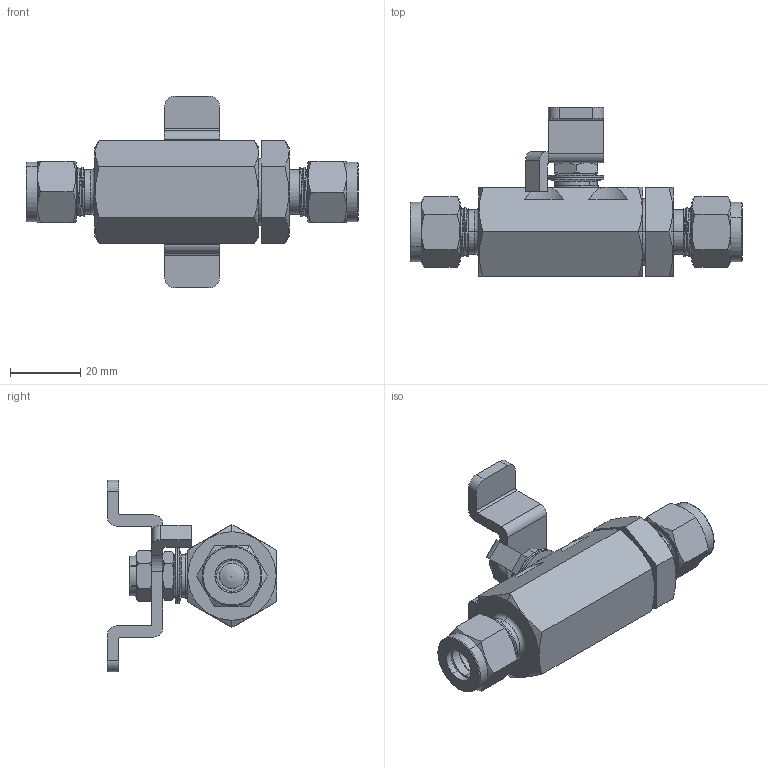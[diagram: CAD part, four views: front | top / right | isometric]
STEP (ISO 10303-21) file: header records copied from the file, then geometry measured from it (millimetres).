
FILE_DESCRIPTION (( 'STEP AP203' ), '1' );
FILE_NAME ('8204XXC6W.step', '2018-03-12T14:14:46', ( '' ), ( '' ), 'SwSTEP 2.0', 'SolidWorks 2017', '' );
FILE_SCHEMA (( 'CONFIG_CONTROL_DESIGN' ));
Length unit declared in the file: inch
Products named in the file (1): 8204XXC6W
Bounding box: 94.45 x 48.13 x 54.61 mm (x, y, z)
Volume: 38348.8 mm3; surface area: 25964 mm2
Topology: 20 solids, 20 shells, 587 faces, 1483 edges, 950 vertices
Faces by surface type: cylinder 227, plane 148, cone 106, bspline 67, torus 37, sphere 2
Entity records: 47852 total; most frequent: CARTESIAN_POINT 34813, ORIENTED_EDGE 2954, DIRECTION 2439, EDGE_CURVE 1477, AXIS2_PLACEMENT_3D 961, VERTEX_POINT 946, EDGE_LOOP 645, FACE_OUTER_BOUND 587
